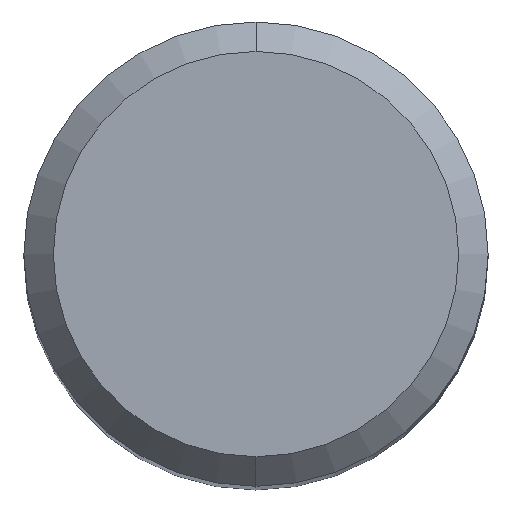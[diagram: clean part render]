
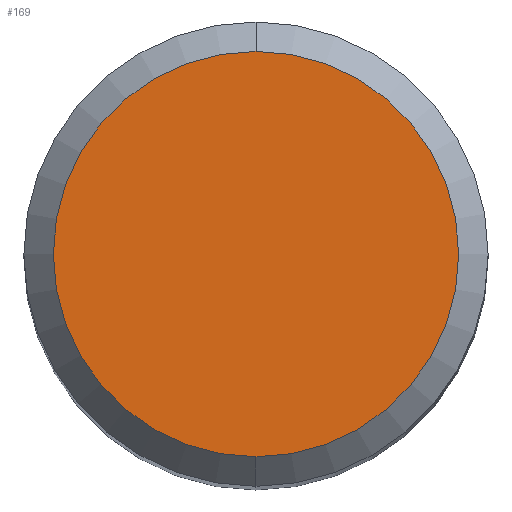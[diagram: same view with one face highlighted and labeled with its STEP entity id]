
A CAD part, top view. The second image highlights one B-rep face of the part: STEP entity #169.
In plain terms, the highlighted planar face has unit normal (0, 0, 1).
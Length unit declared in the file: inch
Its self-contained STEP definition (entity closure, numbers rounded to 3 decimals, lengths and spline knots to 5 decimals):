
#6 = CIRCLE ( 'NONE', #323, 0.1031 ) ;
#38 = CARTESIAN_POINT ( 'NONE',  ( 0., 0.1031, 0. ) ) ;
#55 = CARTESIAN_POINT ( 'NONE',  ( 0., -0.1031, 0. ) ) ;
#90 = AXIS2_PLACEMENT_3D ( 'NONE', #297, #129, #126 ) ;
#126 = DIRECTION ( 'NONE',  ( 0., 1., 0. ) ) ;
#128 = ORIENTED_EDGE ( 'NONE', *, *, #393, .T. ) ;
#129 = DIRECTION ( 'NONE',  ( 0., 0., -1. ) ) ;
#149 = DIRECTION ( 'NONE',  ( 0., -1., 0. ) ) ;
#169 = ADVANCED_FACE ( 'NONE', ( #488 ), #306, .F. ) ;
#196 = DIRECTION ( 'NONE',  ( 0., 0., 1. ) ) ;
#264 = VERTEX_POINT ( 'NONE', #38 ) ;
#275 = DIRECTION ( 'NONE',  ( 0., 0., 1. ) ) ;
#292 = VERTEX_POINT ( 'NONE', #55 ) ;
#297 = CARTESIAN_POINT ( 'NONE',  ( 0., 0.1031, 0. ) ) ;
#306 = PLANE ( 'NONE',  #90 ) ;
#323 = AXIS2_PLACEMENT_3D ( 'NONE', #449, #275, #149 ) ;
#367 = CARTESIAN_POINT ( 'NONE',  ( 0., 0., 0. ) ) ;
#393 = EDGE_CURVE ( 'NONE', #292, #264, #6, .T. ) ;
#419 = ORIENTED_EDGE ( 'NONE', *, *, #495, .T. ) ;
#449 = CARTESIAN_POINT ( 'NONE',  ( 0., 0., 0. ) ) ;
#470 = EDGE_LOOP ( 'NONE', ( #419, #128 ) ) ;
#471 = AXIS2_PLACEMENT_3D ( 'NONE', #367, #196, #557 ) ;
#488 = FACE_OUTER_BOUND ( 'NONE', #470, .T. ) ;
#495 = EDGE_CURVE ( 'NONE', #264, #292, #547, .T. ) ;
#547 = CIRCLE ( 'NONE', #471, 0.1031 ) ;
#557 = DIRECTION ( 'NONE',  ( 0., -1., 0. ) ) ;
